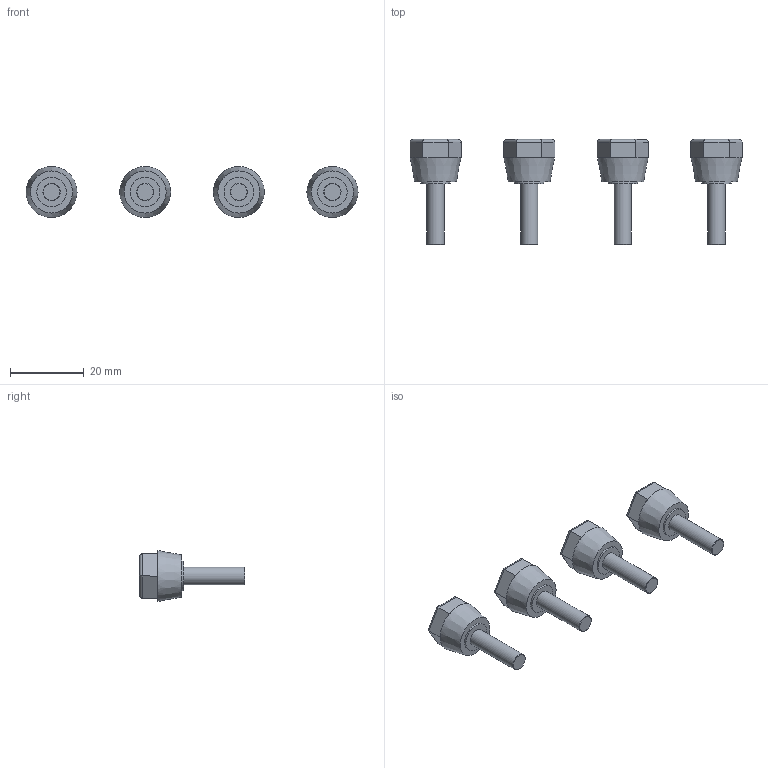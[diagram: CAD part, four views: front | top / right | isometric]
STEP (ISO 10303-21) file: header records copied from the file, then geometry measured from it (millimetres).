
FILE_DESCRIPTION (( 'STEP AP214' ), '1' );
FILE_NAME ('RE4PKENCAP.STEP', '2018-10-24T22:26:49', ( '' ), ( '' ), 'SwSTEP 2.0', 'SolidWorks 2017', '' );
FILE_SCHEMA (( 'AUTOMOTIVE_DESIGN' ));
Length unit declared in the file: inch
Products named in the file (1): RE4PKENCAP
Bounding box: 90.06 x 28.5 x 13.8 mm (x, y, z)
Volume: 6942.5 mm3; surface area: 3861.3 mm2
Topology: 4 solids, 4 shells, 136 faces, 276 edges, 160 vertices
Faces by surface type: plane 92, cylinder 36, cone 8
Full cylindrical faces by diameter (mm): 4.7 x4, 8 x4, 9.5 x4
Entity records: 5133 total; most frequent: CARTESIAN_POINT 609, DIRECTION 578, ORIENTED_EDGE 496, EDGE_CURVE 248, AXIS2_PLACEMENT_3D 217, EDGE_LOOP 168, VERTEX_POINT 152, FACE_OUTER_BOUND 148
